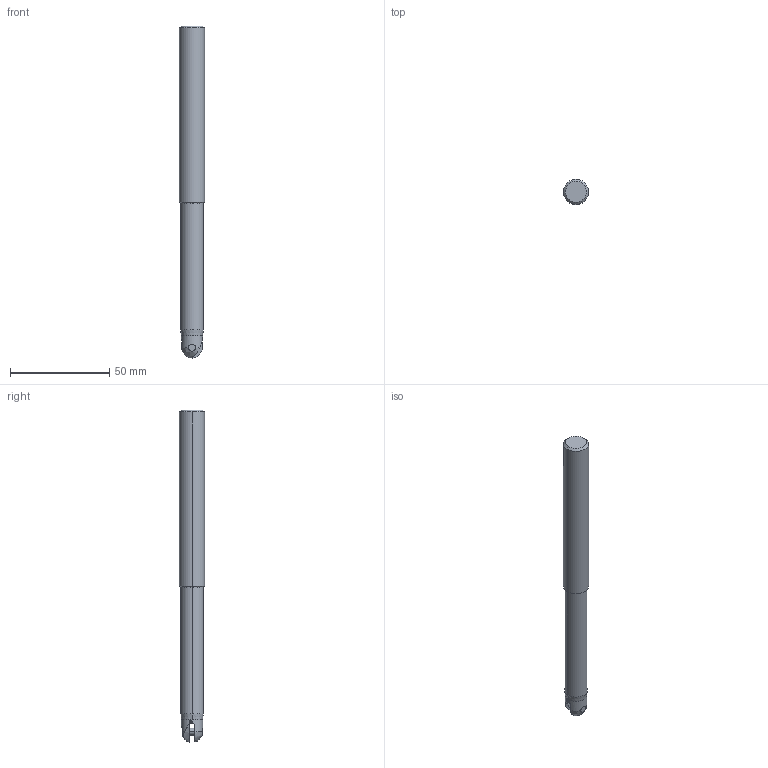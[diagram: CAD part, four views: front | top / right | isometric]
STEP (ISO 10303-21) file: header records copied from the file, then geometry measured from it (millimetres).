
FILE_DESCRIPTION(/* description */ (''),/* implementation_level */ '2;1');
FILE_NAME(/* name */ 'SRFU08S08LW.stp',/* time_stamp */ '2017-12-21T10:02:05+09:00',/* author */ (''),/* organization */ (''),/* preprocessor_version */ 'ST-DEVELOPER v16',/* originating_system */ 'SIEMENS PLM Software NX 10.0',/* authorisation */ '');
FILE_SCHEMA (('AUTOMOTIVE_DESIGN { 1 0 10303 214 3 1 1 1 }'));
Length unit declared in the file: millimetre
Products named in the file (1): SRFU08S08LW_ASM
Bounding box: 12.7 x 12.7 x 167.45 mm (x, y, z)
Volume: 18799.6 mm3; surface area: 6786.7 mm2
Topology: 2 solids, 2 shells, 72 faces, 189 edges, 122 vertices
Faces by surface type: cylinder 34, plane 22, cone 10, bspline 4, torus 2
Entity records: 2662 total; most frequent: CARTESIAN_POINT 739, DIRECTION 417, ORIENTED_EDGE 378, EDGE_CURVE 189, AXIS2_PLACEMENT_3D 170, VERTEX_POINT 122, CIRCLE 85, LINE 77
